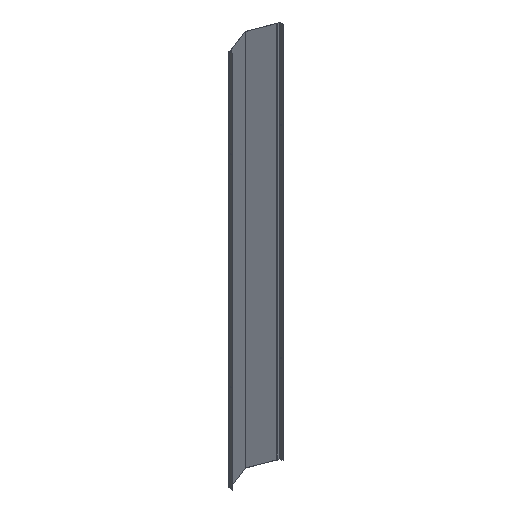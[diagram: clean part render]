
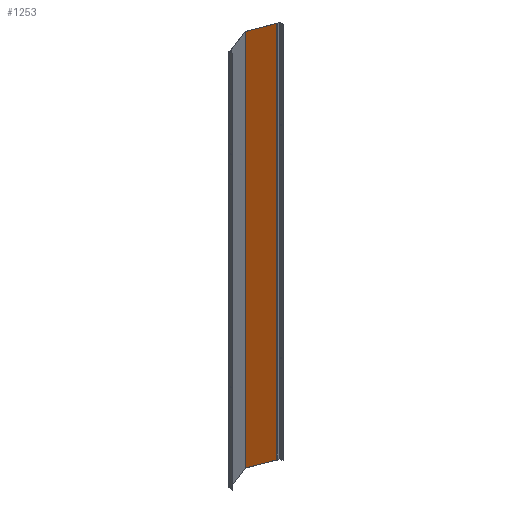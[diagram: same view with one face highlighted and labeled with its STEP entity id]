
A CAD part, isometric view. The second image highlights one B-rep face of the part: STEP entity #1253.
In plain terms, the highlighted planar face has unit normal (-0.36, -0.933, 0).
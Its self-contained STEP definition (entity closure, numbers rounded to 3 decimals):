
#59 = LINE ( 'NONE', #1618, #909 ) ;
#262 = CARTESIAN_POINT ( 'NONE',  ( 0.36, 98.933, 1500. ) ) ;
#280 = EDGE_CURVE ( 'NONE', #1347, #913, #59, .T. ) ;
#289 = CARTESIAN_POINT ( 'NONE',  ( 180.966, 29.134, 1500. ) ) ;
#386 = DIRECTION ( 'NONE',  ( -0.933, 0.36, 0. ) ) ;
#392 = DIRECTION ( 'NONE',  ( 0.36, 0.933, 0. ) ) ;
#396 = CARTESIAN_POINT ( 'NONE',  ( 181.14, 29.067, 1500. ) ) ;
#434 = PLANE ( 'NONE',  #499 ) ;
#441 = EDGE_CURVE ( 'NONE', #1769, #913, #1773, .T. ) ;
#499 = AXIS2_PLACEMENT_3D ( 'NONE', #396, #392, #386 ) ;
#601 = VECTOR ( 'NONE', #706, 1000. ) ;
#688 = CARTESIAN_POINT ( 'NONE',  ( 0.36, 98.933, 1500. ) ) ;
#706 = DIRECTION ( 'NONE',  ( 0., 0., -1. ) ) ;
#740 = LINE ( 'NONE', #688, #601 ) ;
#770 = VECTOR ( 'NONE', #1512, 1000. ) ;
#804 = EDGE_CURVE ( 'NONE', #1328, #1769, #740, .T. ) ;
#909 = VECTOR ( 'NONE', #1656, 1000. ) ;
#913 = VERTEX_POINT ( 'NONE', #1369 ) ;
#958 = EDGE_CURVE ( 'NONE', #1328, #1347, #1301, .T. ) ;
#1047 = CARTESIAN_POINT ( 'NONE',  ( 181.14, 29.067, 1500. ) ) ;
#1065 = DIRECTION ( 'NONE',  ( 0.933, -0.36, 0. ) ) ;
#1112 = CARTESIAN_POINT ( 'NONE',  ( 0.36, 98.933, -1500. ) ) ;
#1174 = VECTOR ( 'NONE', #1065, 1000. ) ;
#1178 = ORIENTED_EDGE ( 'NONE', *, *, #958, .F. ) ;
#1179 = EDGE_LOOP ( 'NONE', ( #1423, #1298, #1178, #1569 ) ) ;
#1253 = ADVANCED_FACE ( 'NONE', ( #1319 ), #434, .F. ) ;
#1298 = ORIENTED_EDGE ( 'NONE', *, *, #280, .F. ) ;
#1301 = LINE ( 'NONE', #1047, #1174 ) ;
#1319 = FACE_OUTER_BOUND ( 'NONE', #1179, .T. ) ;
#1328 = VERTEX_POINT ( 'NONE', #262 ) ;
#1347 = VERTEX_POINT ( 'NONE', #289 ) ;
#1369 = CARTESIAN_POINT ( 'NONE',  ( 180.966, 29.134, -1500. ) ) ;
#1423 = ORIENTED_EDGE ( 'NONE', *, *, #441, .T. ) ;
#1512 = DIRECTION ( 'NONE',  ( 0.933, -0.36, 0. ) ) ;
#1569 = ORIENTED_EDGE ( 'NONE', *, *, #804, .T. ) ;
#1618 = CARTESIAN_POINT ( 'NONE',  ( 180.966, 29.134, 1500. ) ) ;
#1656 = DIRECTION ( 'NONE',  ( 0., 0., -1. ) ) ;
#1731 = CARTESIAN_POINT ( 'NONE',  ( 181.14, 29.067, -1500. ) ) ;
#1769 = VERTEX_POINT ( 'NONE', #1112 ) ;
#1773 = LINE ( 'NONE', #1731, #770 ) ;
